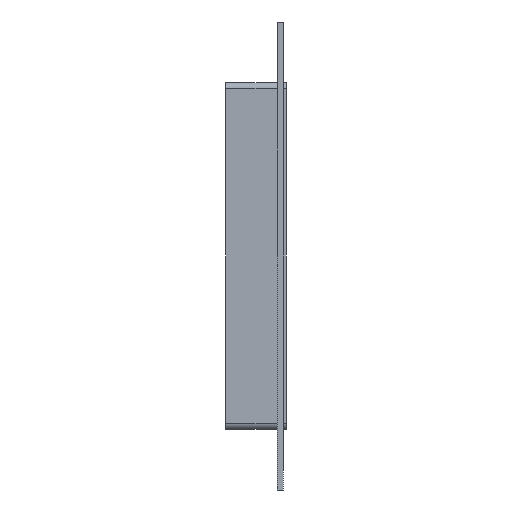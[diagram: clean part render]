
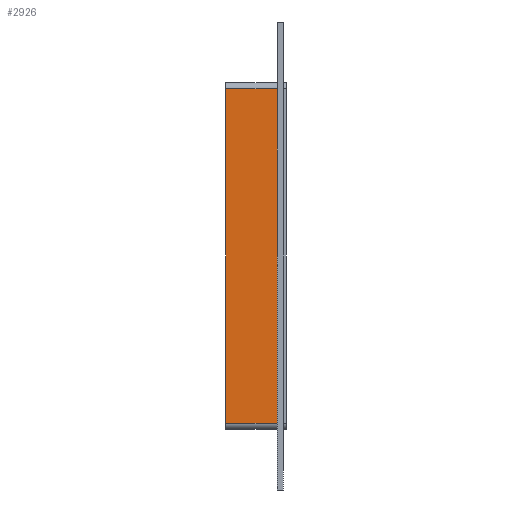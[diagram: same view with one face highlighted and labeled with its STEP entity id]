
A CAD part, left-side view. The second image highlights one B-rep face of the part: STEP entity #2926.
In plain terms, the highlighted planar face has unit normal (-1, 0, 0).
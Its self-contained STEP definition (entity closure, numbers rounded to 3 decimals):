
#1699=CARTESIAN_POINT('',(-327.25,57.0,-165.5));
#1700=VERTEX_POINT('',#1699);
#1708=CARTESIAN_POINT('',(-327.25,57.0,165.5));
#1709=VERTEX_POINT('',#1708);
#1710=CARTESIAN_POINT('',(-327.25,57.0,-165.5));
#1711=DIRECTION('',(0.0,0.0,1.0));
#1712=VECTOR('',#1711,331.0);
#1713=LINE('',#1710,#1712);
#1714=EDGE_CURVE('',#1700,#1709,#1713,.T.);
#2353=CARTESIAN_POINT('',(-327.25,6.,-165.5));
#2354=VERTEX_POINT('',#2353);
#2404=CARTESIAN_POINT('',(-327.25,6.,165.5));
#2405=VERTEX_POINT('',#2404);
#2413=CARTESIAN_POINT('',(-327.25,6.,-165.5));
#2414=DIRECTION('',(0.0,0.0,1.0));
#2415=VECTOR('',#2414,331.0);
#2416=LINE('',#2413,#2415);
#2417=EDGE_CURVE('',#2354,#2405,#2416,.T.);
#2899=CARTESIAN_POINT('',(-327.25,6.,-165.5));
#2900=DIRECTION('',(0.0,1.0,0.0));
#2901=VECTOR('',#2900,51.0);
#2902=LINE('',#2899,#2901);
#2903=EDGE_CURVE('',#2354,#1700,#2902,.T.);
#2910=CARTESIAN_POINT('',(-327.25,0.0,-171.5));
#2911=DIRECTION('',(-1.0,0.0,0.0));
#2912=DIRECTION('',(0.0,0.0,1.0));
#2913=AXIS2_PLACEMENT_3D('',#2910,#2911,#2912);
#2914=PLANE('',#2913);
#2915=ORIENTED_EDGE('',*,*,#2417,.T.);
#2916=CARTESIAN_POINT('',(-327.25,57.0,165.5));
#2917=DIRECTION('',(0.0,-1.0,0.0));
#2918=VECTOR('',#2917,51.0);
#2919=LINE('',#2916,#2918);
#2920=EDGE_CURVE('',#1709,#2405,#2919,.T.);
#2921=ORIENTED_EDGE('',*,*,#2920,.F.);
#2922=ORIENTED_EDGE('',*,*,#1714,.F.);
#2923=ORIENTED_EDGE('',*,*,#2903,.F.);
#2924=EDGE_LOOP('',(#2915,#2921,#2922,#2923));
#2925=FACE_OUTER_BOUND('',#2924,.T.);
#2926=ADVANCED_FACE('',(#2925),#2914,.T.);
